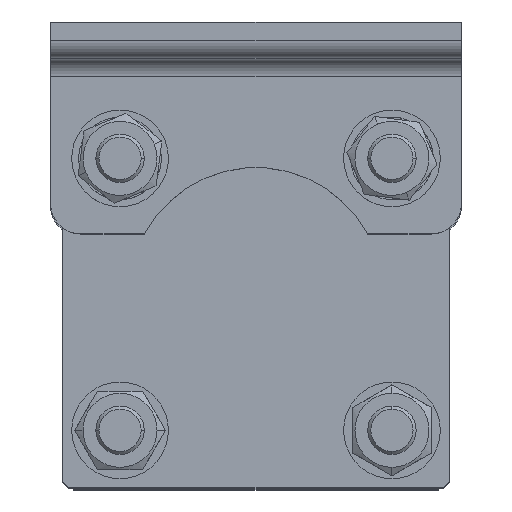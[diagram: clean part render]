
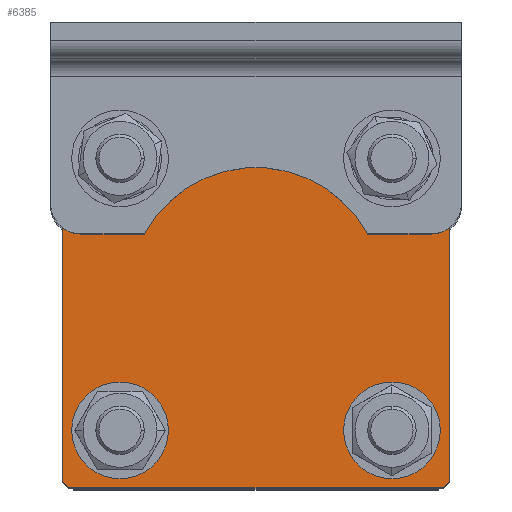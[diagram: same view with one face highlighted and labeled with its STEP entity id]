
A CAD part, top view. The second image highlights one B-rep face of the part: STEP entity #6385.
In plain terms, the highlighted planar face has unit normal (0, 0, 1).
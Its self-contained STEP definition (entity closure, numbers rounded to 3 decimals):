
#596 = EDGE_CURVE ( 'NONE', #8233, #8236, #5657, .T. ) ;
#600 = EDGE_CURVE ( 'NONE', #8237, #8238, #5660, .T. ) ;
#604 = EDGE_CURVE ( 'NONE', #8241, #8242, #5666, .T. ) ;
#608 = EDGE_CURVE ( 'NONE', #8245, #8246, #5672, .T. ) ;
#645 = EDGE_CURVE ( 'NONE', #8228, #4934, #5731, .T. ) ;
#647 = EDGE_CURVE ( 'NONE', #4937, #4938, #5735, .T. ) ;
#650 = EDGE_CURVE ( 'NONE', #4941, #4936, #5741, .T. ) ;
#654 = EDGE_CURVE ( 'NONE', #4943, #4940, #5749, .T. ) ;
#657 = EDGE_CURVE ( 'NONE', #8236, #8233, #5754, .T. ) ;
#658 = EDGE_CURVE ( 'NONE', #8238, #8237, #5756, .T. ) ;
#659 = EDGE_CURVE ( 'NONE', #8242, #8241, #5757, .T. ) ;
#660 = EDGE_CURVE ( 'NONE', #8246, #8245, #5758, .T. ) ;
#661 = EDGE_CURVE ( 'NONE', #4934, #4937, #5759, .T. ) ;
#662 = EDGE_CURVE ( 'NONE', #4938, #4941, #5760, .T. ) ;
#663 = EDGE_CURVE ( 'NONE', #4936, #4943, #5762, .T. ) ;
#664 = EDGE_CURVE ( 'NONE', #4940, #8228, #5764, .T. ) ;
#901 = AXIS2_PLACEMENT_3D ( 'NONE', #6146, #6145, #6144 ) ;
#903 = AXIS2_PLACEMENT_3D ( 'NONE', #6128, #6126, #6125 ) ;
#905 = AXIS2_PLACEMENT_3D ( 'NONE', #3724, #3728, #3738 ) ;
#907 = AXIS2_PLACEMENT_3D ( 'NONE', #3742, #3741, #3740 ) ;
#1734 = CARTESIAN_POINT ( 'NONE',  ( 32., 31., 15. ) ) ;
#1736 = CARTESIAN_POINT ( 'NONE',  ( -32., -31., 15. ) ) ;
#1737 = CARTESIAN_POINT ( 'NONE',  ( 31., 32., 15. ) ) ;
#1738 = CARTESIAN_POINT ( 'NONE',  ( -31., 32., 15. ) ) ;
#1740 = CARTESIAN_POINT ( 'NONE',  ( 31., -32., 15. ) ) ;
#1741 = CARTESIAN_POINT ( 'NONE',  ( -32., 31., 15. ) ) ;
#1743 = CARTESIAN_POINT ( 'NONE',  ( -31., -32., 15. ) ) ;
#2141 = CARTESIAN_POINT ( 'NONE',  ( 0., 0., 15. ) ) ;
#2142 = DIRECTION ( 'NONE',  ( 0., 0., -1. ) ) ;
#2145 = PLANE ( 'NONE',  #4108 ) ;
#2148 = DIRECTION ( 'NONE',  ( -1., 0., 0. ) ) ;
#2935 = FACE_BOUND ( 'NONE', #5284, .T. ) ;
#2938 = FACE_OUTER_BOUND ( 'NONE', #5281, .T. ) ;
#2939 = FACE_BOUND ( 'NONE', #5280, .T. ) ;
#2941 = FACE_BOUND ( 'NONE', #5277, .T. ) ;
#2942 = FACE_BOUND ( 'NONE', #5282, .T. ) ;
#3724 = CARTESIAN_POINT ( 'NONE',  ( 22.5, -22.5, 15. ) ) ;
#3728 = DIRECTION ( 'NONE',  ( 0., 0., -1. ) ) ;
#3738 = DIRECTION ( 'NONE',  ( -1., 0., 0. ) ) ;
#3740 = DIRECTION ( 'NONE',  ( -1., 0., 0. ) ) ;
#3741 = DIRECTION ( 'NONE',  ( 0., 0., -1. ) ) ;
#3742 = CARTESIAN_POINT ( 'NONE',  ( 22.5, 22.5, 15. ) ) ;
#3864 = AXIS2_PLACEMENT_3D ( 'NONE', #7314, #7315, #7316 ) ;
#3865 = AXIS2_PLACEMENT_3D ( 'NONE', #7317, #7318, #7319 ) ;
#3866 = AXIS2_PLACEMENT_3D ( 'NONE', #7322, #7323, #7324 ) ;
#3867 = AXIS2_PLACEMENT_3D ( 'NONE', #7325, #7326, #7327 ) ;
#4108 = AXIS2_PLACEMENT_3D ( 'NONE', #2141, #2142, #2148 ) ;
#4934 = VERTEX_POINT ( 'NONE', #1734 ) ;
#4936 = VERTEX_POINT ( 'NONE', #1736 ) ;
#4937 = VERTEX_POINT ( 'NONE', #1737 ) ;
#4938 = VERTEX_POINT ( 'NONE', #1738 ) ;
#4940 = VERTEX_POINT ( 'NONE', #1740 ) ;
#4941 = VERTEX_POINT ( 'NONE', #1741 ) ;
#4943 = VERTEX_POINT ( 'NONE', #1743 ) ;
#5277 = EDGE_LOOP ( 'NONE', ( #7833, #7834 ) ) ;
#5280 = EDGE_LOOP ( 'NONE', ( #7827, #7828 ) ) ;
#5281 = EDGE_LOOP ( 'NONE', ( #7835, #7836, #7837, #7838, #7839, #7840, #7841, #7842 ) ) ;
#5282 = EDGE_LOOP ( 'NONE', ( #7829, #7830 ) ) ;
#5284 = EDGE_LOOP ( 'NONE', ( #7831, #7832 ) ) ;
#5657 = CIRCLE ( 'NONE', #901, 4.5 ) ;
#5660 = CIRCLE ( 'NONE', #903, 4.5 ) ;
#5666 = CIRCLE ( 'NONE', #905, 4.5 ) ;
#5672 = CIRCLE ( 'NONE', #907, 4.5 ) ;
#5731 = LINE ( 'NONE', #7291, #5734 ) ;
#5734 = VECTOR ( 'NONE', #7293, 1000. ) ;
#5735 = LINE ( 'NONE', #7295, #5738 ) ;
#5738 = VECTOR ( 'NONE', #7296, 1000. ) ;
#5741 = LINE ( 'NONE', #7301, #5744 ) ;
#5744 = VECTOR ( 'NONE', #7302, 1000. ) ;
#5749 = LINE ( 'NONE', #7292, #5751 ) ;
#5751 = VECTOR ( 'NONE', #7286, 1000. ) ;
#5754 = CIRCLE ( 'NONE', #3864, 4.5 ) ;
#5756 = CIRCLE ( 'NONE', #3865, 4.5 ) ;
#5757 = CIRCLE ( 'NONE', #3866, 4.5 ) ;
#5758 = CIRCLE ( 'NONE', #3867, 4.5 ) ;
#5759 = LINE ( 'NONE', #7320, #5761 ) ;
#5760 = LINE ( 'NONE', #7328, #5763 ) ;
#5761 = VECTOR ( 'NONE', #7321, 1000. ) ;
#5762 = LINE ( 'NONE', #7330, #5765 ) ;
#5763 = VECTOR ( 'NONE', #7329, 1000. ) ;
#5764 = LINE ( 'NONE', #7332, #5767 ) ;
#5765 = VECTOR ( 'NONE', #7331, 1000. ) ;
#5767 = VECTOR ( 'NONE', #7333, 1000. ) ;
#6125 = DIRECTION ( 'NONE',  ( -1., 0., 0. ) ) ;
#6126 = DIRECTION ( 'NONE',  ( 0., 0., -1. ) ) ;
#6128 = CARTESIAN_POINT ( 'NONE',  ( -22.5, -22.5, 15. ) ) ;
#6144 = DIRECTION ( 'NONE',  ( -1., 0., 0. ) ) ;
#6145 = DIRECTION ( 'NONE',  ( 0., 0., -1. ) ) ;
#6146 = CARTESIAN_POINT ( 'NONE',  ( -22.5, 22.5, 15. ) ) ;
#6385 = ADVANCED_FACE ( 'NONE', ( #2939, #2942, #2935, #2941, #2938 ), #2145, .F. ) ;
#7092 = CARTESIAN_POINT ( 'NONE',  ( 32., -31., 15. ) ) ;
#7097 = CARTESIAN_POINT ( 'NONE',  ( -18., 22.5, 15. ) ) ;
#7100 = CARTESIAN_POINT ( 'NONE',  ( -27., 22.5, 15. ) ) ;
#7101 = CARTESIAN_POINT ( 'NONE',  ( -18., -22.5, 15. ) ) ;
#7102 = CARTESIAN_POINT ( 'NONE',  ( -27., -22.5, 15. ) ) ;
#7105 = CARTESIAN_POINT ( 'NONE',  ( 27., -22.5, 15. ) ) ;
#7106 = CARTESIAN_POINT ( 'NONE',  ( 18., -22.5, 15. ) ) ;
#7109 = CARTESIAN_POINT ( 'NONE',  ( 27., 22.5, 15. ) ) ;
#7110 = CARTESIAN_POINT ( 'NONE',  ( 18., 22.5, 15. ) ) ;
#7286 = DIRECTION ( 'NONE',  ( 1., 0., 0. ) ) ;
#7291 = CARTESIAN_POINT ( 'NONE',  ( 32., -32., 15. ) ) ;
#7292 = CARTESIAN_POINT ( 'NONE',  ( -32., -32., 15. ) ) ;
#7293 = DIRECTION ( 'NONE',  ( 0., 1., 0. ) ) ;
#7295 = CARTESIAN_POINT ( 'NONE',  ( -32., 32., 15. ) ) ;
#7296 = DIRECTION ( 'NONE',  ( -1., 0., 0. ) ) ;
#7301 = CARTESIAN_POINT ( 'NONE',  ( -32., -32., 15. ) ) ;
#7302 = DIRECTION ( 'NONE',  ( 0., -1., 0. ) ) ;
#7314 = CARTESIAN_POINT ( 'NONE',  ( -22.5, 22.5, 15. ) ) ;
#7315 = DIRECTION ( 'NONE',  ( 0., 0., -1. ) ) ;
#7316 = DIRECTION ( 'NONE',  ( -1., 0., 0. ) ) ;
#7317 = CARTESIAN_POINT ( 'NONE',  ( -22.5, -22.5, 15. ) ) ;
#7318 = DIRECTION ( 'NONE',  ( 0., 0., -1. ) ) ;
#7319 = DIRECTION ( 'NONE',  ( -1., 0., 0. ) ) ;
#7320 = CARTESIAN_POINT ( 'NONE',  ( 31., 32., 15. ) ) ;
#7321 = DIRECTION ( 'NONE',  ( -0.707, 0.707, 0. ) ) ;
#7322 = CARTESIAN_POINT ( 'NONE',  ( 22.5, -22.5, 15. ) ) ;
#7323 = DIRECTION ( 'NONE',  ( 0., 0., -1. ) ) ;
#7324 = DIRECTION ( 'NONE',  ( -1., 0., 0. ) ) ;
#7325 = CARTESIAN_POINT ( 'NONE',  ( 22.5, 22.5, 15. ) ) ;
#7326 = DIRECTION ( 'NONE',  ( 0., 0., -1. ) ) ;
#7327 = DIRECTION ( 'NONE',  ( -1., 0., 0. ) ) ;
#7328 = CARTESIAN_POINT ( 'NONE',  ( -32., 31., 15. ) ) ;
#7329 = DIRECTION ( 'NONE',  ( -0.707, -0.707, 0. ) ) ;
#7330 = CARTESIAN_POINT ( 'NONE',  ( -31., -32., 15. ) ) ;
#7331 = DIRECTION ( 'NONE',  ( 0.707, -0.707, 0. ) ) ;
#7332 = CARTESIAN_POINT ( 'NONE',  ( 32., -31., 15. ) ) ;
#7333 = DIRECTION ( 'NONE',  ( 0.707, 0.707, 0. ) ) ;
#7827 = ORIENTED_EDGE ( 'NONE', *, *, #657, .T. ) ;
#7828 = ORIENTED_EDGE ( 'NONE', *, *, #596, .T. ) ;
#7829 = ORIENTED_EDGE ( 'NONE', *, *, #658, .T. ) ;
#7830 = ORIENTED_EDGE ( 'NONE', *, *, #600, .T. ) ;
#7831 = ORIENTED_EDGE ( 'NONE', *, *, #659, .T. ) ;
#7832 = ORIENTED_EDGE ( 'NONE', *, *, #604, .T. ) ;
#7833 = ORIENTED_EDGE ( 'NONE', *, *, #660, .T. ) ;
#7834 = ORIENTED_EDGE ( 'NONE', *, *, #608, .T. ) ;
#7835 = ORIENTED_EDGE ( 'NONE', *, *, #645, .T. ) ;
#7836 = ORIENTED_EDGE ( 'NONE', *, *, #661, .T. ) ;
#7837 = ORIENTED_EDGE ( 'NONE', *, *, #647, .T. ) ;
#7838 = ORIENTED_EDGE ( 'NONE', *, *, #662, .T. ) ;
#7839 = ORIENTED_EDGE ( 'NONE', *, *, #650, .T. ) ;
#7840 = ORIENTED_EDGE ( 'NONE', *, *, #663, .T. ) ;
#7841 = ORIENTED_EDGE ( 'NONE', *, *, #654, .T. ) ;
#7842 = ORIENTED_EDGE ( 'NONE', *, *, #664, .T. ) ;
#8228 = VERTEX_POINT ( 'NONE', #7092 ) ;
#8233 = VERTEX_POINT ( 'NONE', #7097 ) ;
#8236 = VERTEX_POINT ( 'NONE', #7100 ) ;
#8237 = VERTEX_POINT ( 'NONE', #7101 ) ;
#8238 = VERTEX_POINT ( 'NONE', #7102 ) ;
#8241 = VERTEX_POINT ( 'NONE', #7105 ) ;
#8242 = VERTEX_POINT ( 'NONE', #7106 ) ;
#8245 = VERTEX_POINT ( 'NONE', #7109 ) ;
#8246 = VERTEX_POINT ( 'NONE', #7110 ) ;
